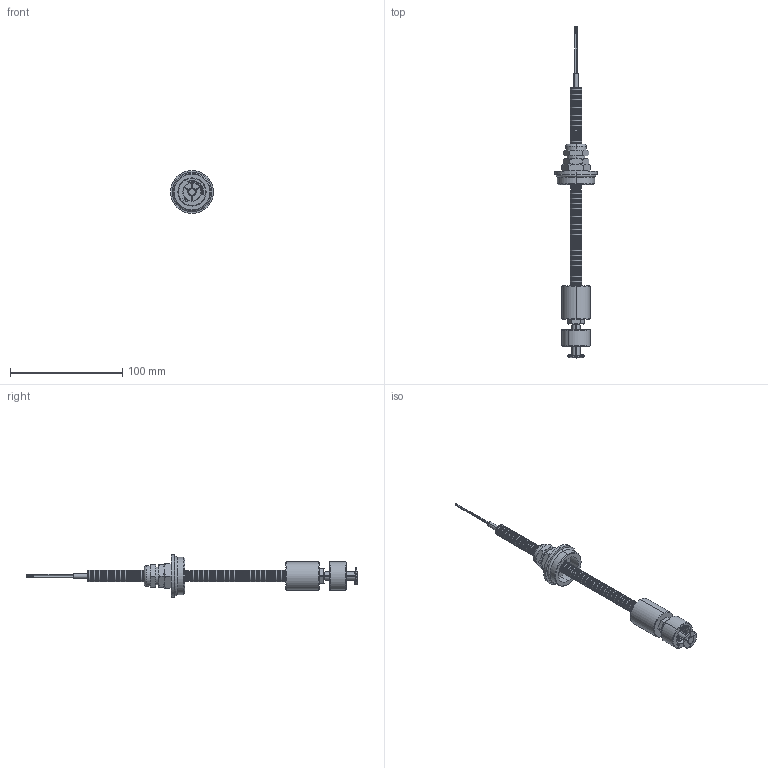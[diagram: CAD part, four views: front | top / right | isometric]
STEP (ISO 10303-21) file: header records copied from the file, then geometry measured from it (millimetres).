
FILE_DESCRIPTION (( 'STEP AP214' ), '1' );
FILE_NAME ('IMK2.STEP', '2020-02-13T10:32:00', ( '' ), ( '' ), 'SwSTEP 2.0', 'SolidWorks 2019', '' );
FILE_SCHEMA (( 'AUTOMOTIVE_DESIGN' ));
Length unit declared in the file: millimetre
Products named in the file (1): IMK2
Bounding box: 38 x 295.3 x 38 mm (x, y, z)
Surface area: 22051.2 mm2 (no closed solid volume)
Topology: 0 solids, 115 shells, 875 faces, 2577 edges, 1738 vertices
Faces by surface type: cone 293, torus 262, cylinder 204, plane 116
Entity records: 41934 total; most frequent: CARTESIAN_POINT 9422, DIRECTION 5199, ORIENTED_EDGE 4081, EDGE_CURVE 2577, AXIS2_PLACEMENT_3D 2137, VERTEX_POINT 1738, CIRCLE 1261, VECTOR 925
